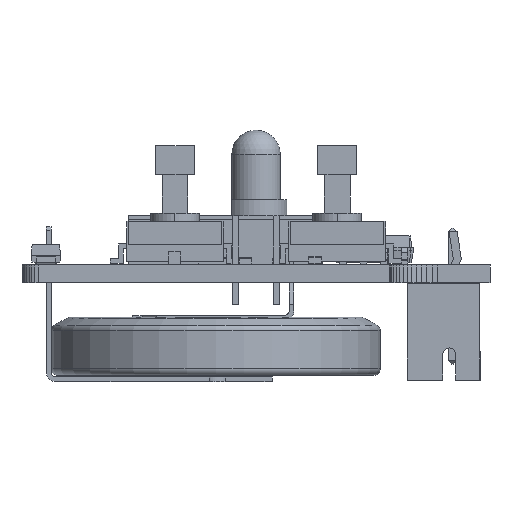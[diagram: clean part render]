
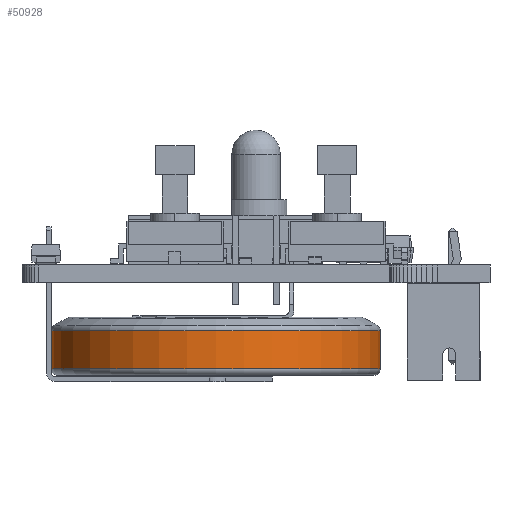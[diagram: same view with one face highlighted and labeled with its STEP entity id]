
A CAD part, front view. The second image highlights one B-rep face of the part: STEP entity #50928.
In plain terms, the highlighted cylindrical face has radius 10.2 mm (diameter 20.4 mm), a full revolution.
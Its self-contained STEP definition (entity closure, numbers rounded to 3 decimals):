
#50760 = TOROIDAL_SURFACE('',#50761,9.8,0.4);
#50761 = AXIS2_PLACEMENT_3D('',#50762,#50763,#50764);
#50762 = CARTESIAN_POINT('',(0.,2.937,
    0.));
#50763 = DIRECTION('',(0.,1.,0.));
#50764 = DIRECTION('',(0.,0.,1.));
#50836 = EDGE_CURVE('',#50837,#50837,#50839,.T.);
#50837 = VERTEX_POINT('',#50838);
#50838 = CARTESIAN_POINT('',(10.2,5.3,0.));
#50839 = SURFACE_CURVE('',#50840,(#50845,#50857),.PCURVE_S1.);
#50840 = CIRCLE('',#50841,10.2);
#50841 = AXIS2_PLACEMENT_3D('',#50842,#50843,#50844);
#50842 = CARTESIAN_POINT('',(0.,5.3,0.)
  );
#50843 = DIRECTION('',(0.,1.,0.));
#50844 = DIRECTION('',(-1.,0.,0.));
#50845 = PCURVE('',#50846,#50851);
#50846 = TOROIDAL_SURFACE('',#50847,9.8,0.4);
#50847 = AXIS2_PLACEMENT_3D('',#50848,#50849,#50850);
#50848 = CARTESIAN_POINT('',(0.,5.3,0.)
  );
#50849 = DIRECTION('',(0.,1.,0.));
#50850 = DIRECTION('',(0.,0.,1.));
#50851 = DEFINITIONAL_REPRESENTATION('',(#50852),#50856);
#50852 = LINE('',#50853,#50854);
#50853 = CARTESIAN_POINT('',(-1.571,0.));
#50854 = VECTOR('',#50855,1.);
#50855 = DIRECTION('',(1.,0.));
#50856 = ( GEOMETRIC_REPRESENTATION_CONTEXT(2) 
PARAMETRIC_REPRESENTATION_CONTEXT() REPRESENTATION_CONTEXT('2D SPACE',''
  ) );
#50857 = PCURVE('',#50858,#50863);
#50858 = CYLINDRICAL_SURFACE('',#50859,10.2);
#50859 = AXIS2_PLACEMENT_3D('',#50860,#50861,#50862);
#50860 = CARTESIAN_POINT('',(0.,4.2,0.)
  );
#50861 = DIRECTION('',(0.,1.,0.));
#50862 = DIRECTION('',(1.,0.,0.));
#50863 = DEFINITIONAL_REPRESENTATION('',(#50864),#50868);
#50864 = LINE('',#50865,#50866);
#50865 = CARTESIAN_POINT('',(-3.142,1.1));
#50866 = VECTOR('',#50867,1.);
#50867 = DIRECTION('',(1.,0.));
#50868 = ( GEOMETRIC_REPRESENTATION_CONTEXT(2) 
PARAMETRIC_REPRESENTATION_CONTEXT() REPRESENTATION_CONTEXT('2D SPACE',''
  ) );
#50928 = ADVANCED_FACE('',(#50929),#50858,.T.);
#50929 = FACE_BOUND('',#50930,.T.);
#50930 = EDGE_LOOP('',(#50931,#50955,#50975,#50976));
#50931 = ORIENTED_EDGE('',*,*,#50932,.F.);
#50932 = EDGE_CURVE('',#50933,#50933,#50935,.T.);
#50933 = VERTEX_POINT('',#50934);
#50934 = CARTESIAN_POINT('',(10.2,2.937,0.));
#50935 = SURFACE_CURVE('',#50936,(#50941,#50948),.PCURVE_S1.);
#50936 = CIRCLE('',#50937,10.2);
#50937 = AXIS2_PLACEMENT_3D('',#50938,#50939,#50940);
#50938 = CARTESIAN_POINT('',(0.,2.937,
    0.));
#50939 = DIRECTION('',(0.,-1.,0.));
#50940 = DIRECTION('',(-1.,0.,0.));
#50941 = PCURVE('',#50858,#50942);
#50942 = DEFINITIONAL_REPRESENTATION('',(#50943),#50947);
#50943 = LINE('',#50944,#50945);
#50944 = CARTESIAN_POINT('',(9.425,-1.263));
#50945 = VECTOR('',#50946,1.);
#50946 = DIRECTION('',(-1.,0.));
#50947 = ( GEOMETRIC_REPRESENTATION_CONTEXT(2) 
PARAMETRIC_REPRESENTATION_CONTEXT() REPRESENTATION_CONTEXT('2D SPACE',''
  ) );
#50948 = PCURVE('',#50760,#50949);
#50949 = DEFINITIONAL_REPRESENTATION('',(#50950),#50954);
#50950 = LINE('',#50951,#50952);
#50951 = CARTESIAN_POINT('',(10.996,6.283));
#50952 = VECTOR('',#50953,1.);
#50953 = DIRECTION('',(-1.,0.));
#50954 = ( GEOMETRIC_REPRESENTATION_CONTEXT(2) 
PARAMETRIC_REPRESENTATION_CONTEXT() REPRESENTATION_CONTEXT('2D SPACE',''
  ) );
#50955 = ORIENTED_EDGE('',*,*,#50956,.T.);
#50956 = EDGE_CURVE('',#50933,#50837,#50957,.T.);
#50957 = SEAM_CURVE('',#50958,(#50961,#50968),.PCURVE_S1.);
#50958 = B_SPLINE_CURVE_WITH_KNOTS('',1,(#50959,#50960),.UNSPECIFIED.,
  .F.,.F.,(2,2),(-1.263,1.1),.PIECEWISE_BEZIER_KNOTS.);
#50959 = CARTESIAN_POINT('',(10.2,2.937,0.));
#50960 = CARTESIAN_POINT('',(10.2,5.3,0.));
#50961 = PCURVE('',#50858,#50962);
#50962 = DEFINITIONAL_REPRESENTATION('',(#50963),#50967);
#50963 = LINE('',#50964,#50965);
#50964 = CARTESIAN_POINT('',(6.283,0.));
#50965 = VECTOR('',#50966,1.);
#50966 = DIRECTION('',(0.,1.));
#50967 = ( GEOMETRIC_REPRESENTATION_CONTEXT(2) 
PARAMETRIC_REPRESENTATION_CONTEXT() REPRESENTATION_CONTEXT('2D SPACE',''
  ) );
#50968 = PCURVE('',#50858,#50969);
#50969 = DEFINITIONAL_REPRESENTATION('',(#50970),#50974);
#50970 = LINE('',#50971,#50972);
#50971 = CARTESIAN_POINT('',(0.,0.));
#50972 = VECTOR('',#50973,1.);
#50973 = DIRECTION('',(0.,1.));
#50974 = ( GEOMETRIC_REPRESENTATION_CONTEXT(2) 
PARAMETRIC_REPRESENTATION_CONTEXT() REPRESENTATION_CONTEXT('2D SPACE',''
  ) );
#50975 = ORIENTED_EDGE('',*,*,#50836,.F.);
#50976 = ORIENTED_EDGE('',*,*,#50956,.F.);
